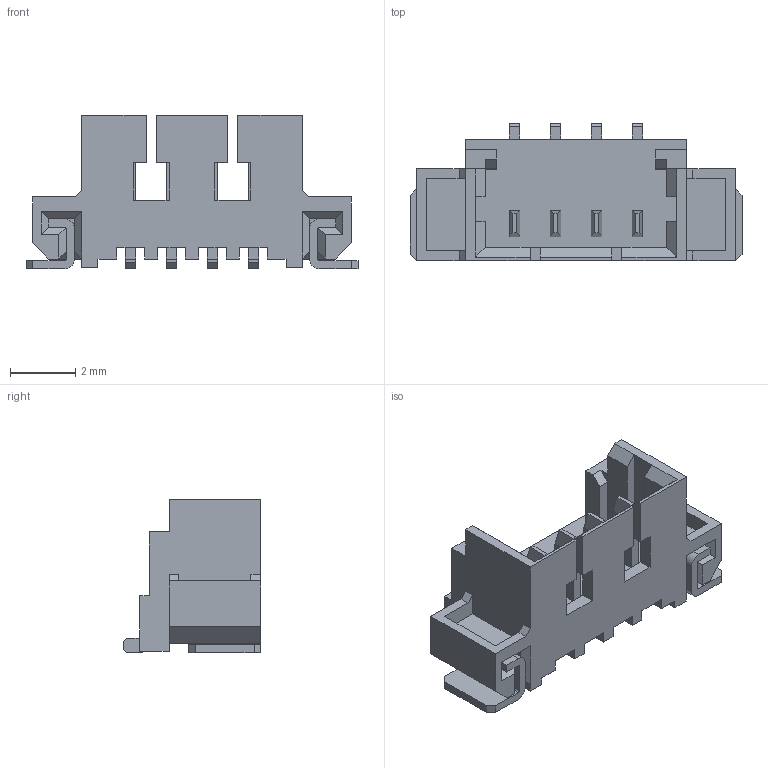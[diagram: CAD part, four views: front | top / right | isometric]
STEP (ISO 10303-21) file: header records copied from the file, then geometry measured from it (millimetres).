
FILE_DESCRIPTION (( 'STEP AP214' ), '1' );
FILE_NAME ('533980471.STEP', '2021-11-27T22:09:35', ( 'AVRASM1234' ), ( '' ), 'SwSTEP 2.0', 'SolidWorks 2017', '' );
FILE_SCHEMA (( 'AUTOMOTIVE_DESIGN' ));
Length unit declared in the file: millimetre
Products named in the file (1): 533980471
Bounding box: 10.15 x 4.2 x 4.7 mm (x, y, z)
Volume: 65.4 mm3; surface area: 307.8 mm2
Topology: 7 solids, 7 shells, 275 faces, 741 edges, 480 vertices
Faces by surface type: plane 267, cylinder 8
Entity records: 9687 total; most frequent: CARTESIAN_POINT 1497, ORIENTED_EDGE 1482, DIRECTION 1309, EDGE_CURVE 741, VECTOR 725, LINE 725, VERTEX_POINT 480, AXIS2_PLACEMENT_3D 292
